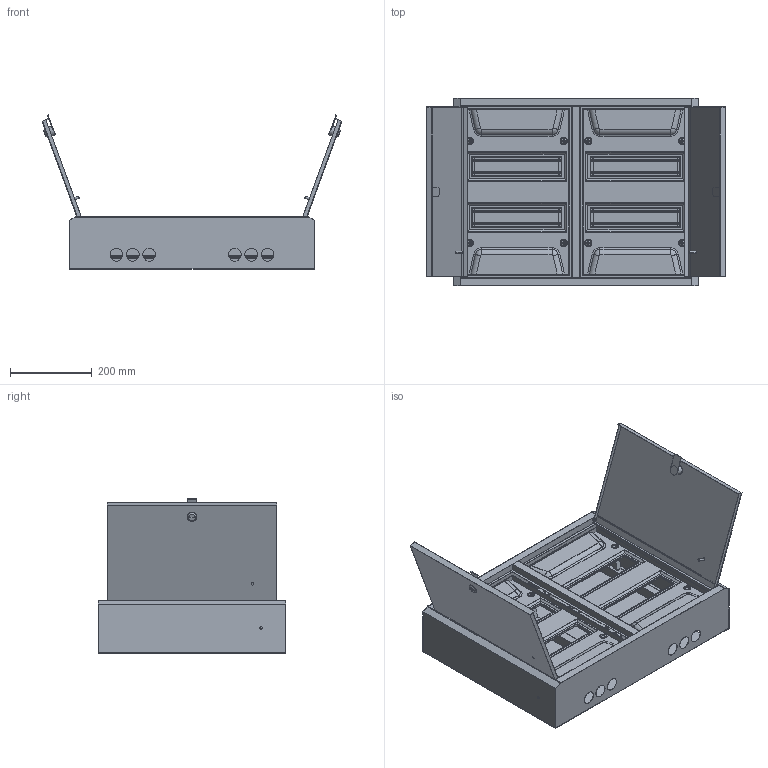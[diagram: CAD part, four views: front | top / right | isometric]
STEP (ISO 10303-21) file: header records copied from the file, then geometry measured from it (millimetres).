
FILE_DESCRIPTION (( 'STEP AP214' ), '1' );
FILE_NAME ('ShRN_2x24_PRO_IP31.STEP', '2016-09-23T09:20:01', ( 'user' ), ( '' ), 'SwSTEP 2.0', 'SolidWorks 2014', '' );
FILE_SCHEMA (( 'AUTOMOTIVE_DESIGN' ));
Length unit declared in the file: millimetre
Products named in the file (12): Support; SC GOST 17473_gost_‚¨­â A.M5x10 ƒŽ‘’ 17473-80; Panel_ShRN-24; Dver_PRO_2å24; Obolochka_SHRN_PRO_2å24; ShRN_2x24_PRO_IP31; Stoika pan; Klipsa; Panel_24; DIN-Reika_18 ｢箘ｬ箘｢; Stoika Shin_‘â®©ª  ¤«ï è¨­; Dver_PRO_24
Assembly tree (46 placements, depth 3):
  ShRN_2x24_PRO_IP31
    Obolochka_SHRN_PRO_2å24
    Dver_PRO_24
    DIN-Reika_18 ｢箘ｬ箘｢  x4
    Panel_24  x2
      Panel_ShRN-24
      Klipsa
      Stoika pan
    Dver_PRO_2å24
    SC GOST 17473_gost_‚¨­â A.M5x10 ƒŽ‘’ 17473-80  x12
    Stoika Shin_‘â®©ª  ¤«ï è¨­  x8
    Support  x8
Bounding box: 734.01 x 460 x 377.52 mm (x, y, z)
Volume: 1594252.5 mm3; surface area: 2854807.9 mm2
Topology: 53 solids, 53 shells, 3598 faces, 9344 edges, 5892 vertices
Faces by surface type: plane 2082, cylinder 776, bspline 320, torus 176, cone 140, sphere 104
Entity records: 26349 total; most frequent: CARTESIAN_POINT 5707, ORIENTED_EDGE 4154, DIRECTION 4148, EDGE_CURVE 2077, AXIS2_PLACEMENT_3D 1400, LINE 1348, VECTOR 1348, VERTEX_POINT 1333
